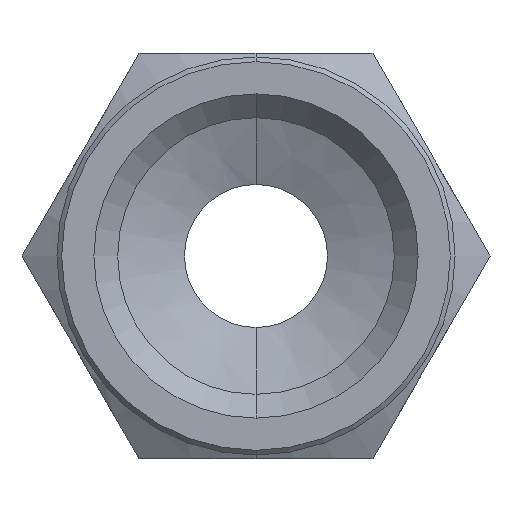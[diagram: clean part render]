
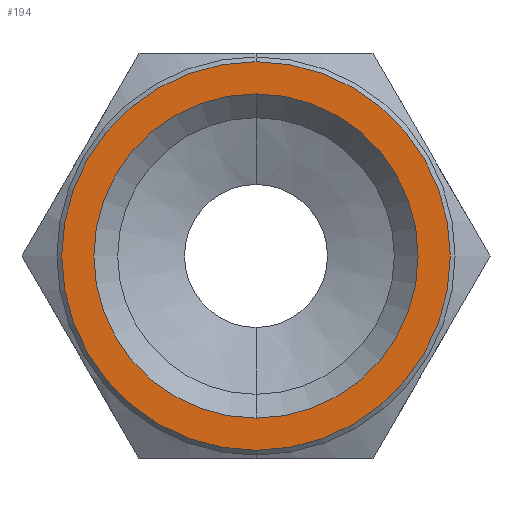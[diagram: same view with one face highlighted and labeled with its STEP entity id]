
A CAD part, front view. The second image highlights one B-rep face of the part: STEP entity #194.
In plain terms, the highlighted planar face has unit normal (0, -1, 0).
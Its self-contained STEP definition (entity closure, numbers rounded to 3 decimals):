
#21 = EDGE_CURVE ( 'NONE', #251, #252, #1711, .T. ) ;
#46 = EDGE_CURVE ( 'NONE', #270, #271, #1765, .T. ) ;
#92 = EDGE_CURVE ( 'NONE', #252, #251, #1685, .T. ) ;
#93 = EDGE_CURVE ( 'NONE', #271, #270, #1687, .T. ) ;
#194 = ADVANCED_FACE ( 'NONE', ( #588, #589 ), #891, .T. ) ;
#251 = VERTEX_POINT ( 'NONE', #922 ) ;
#252 = VERTEX_POINT ( 'NONE', #923 ) ;
#270 = VERTEX_POINT ( 'NONE', #941 ) ;
#271 = VERTEX_POINT ( 'NONE', #942 ) ;
#363 = EDGE_LOOP ( 'NONE', ( #690, #692 ) ) ;
#364 = EDGE_LOOP ( 'NONE', ( #689, #694 ) ) ;
#588 = FACE_BOUND ( 'NONE', #363, .T. ) ;
#589 = FACE_OUTER_BOUND ( 'NONE', #364, .T. ) ;
#689 = ORIENTED_EDGE ( 'NONE', *, *, #93, .T. ) ;
#690 = ORIENTED_EDGE ( 'NONE', *, *, #92, .F. ) ;
#692 = ORIENTED_EDGE ( 'NONE', *, *, #21, .F. ) ;
#694 = ORIENTED_EDGE ( 'NONE', *, *, #46, .T. ) ;
#891 = PLANE ( 'NONE',  #1055 ) ;
#892 = CARTESIAN_POINT ( 'NONE',  ( 8.15, 0., 0. ) ) ;
#893 = DIRECTION ( 'NONE',  ( 0., -1., 0. ) ) ;
#894 = DIRECTION ( 'NONE',  ( 0., 0., -1. ) ) ;
#922 = CARTESIAN_POINT ( 'NONE',  ( 0., 0., 6.8 ) ) ;
#923 = CARTESIAN_POINT ( 'NONE',  ( 0., 0., -6.8 ) ) ;
#941 = CARTESIAN_POINT ( 'NONE',  ( 0., 0., -8.15 ) ) ;
#942 = CARTESIAN_POINT ( 'NONE',  ( 0., 0., 8.15 ) ) ;
#1055 = AXIS2_PLACEMENT_3D ( 'NONE', #892, #893, #894 ) ;
#1095 = CARTESIAN_POINT ( 'NONE',  ( 0., 0., 0. ) ) ;
#1096 = DIRECTION ( 'NONE',  ( 0., -1., 0. ) ) ;
#1097 = DIRECTION ( 'NONE',  ( 0., 0., -1. ) ) ;
#1182 = CARTESIAN_POINT ( 'NONE',  ( 0., 0., 0. ) ) ;
#1183 = DIRECTION ( 'NONE',  ( 0., -1., 0. ) ) ;
#1184 = DIRECTION ( 'NONE',  ( 0., 0., -1. ) ) ;
#1379 = CARTESIAN_POINT ( 'NONE',  ( 0., 0., 0. ) ) ;
#1380 = DIRECTION ( 'NONE',  ( 0., -1., 0. ) ) ;
#1381 = DIRECTION ( 'NONE',  ( 0., 0., -1. ) ) ;
#1382 = CARTESIAN_POINT ( 'NONE',  ( 0., 0., 0. ) ) ;
#1383 = DIRECTION ( 'NONE',  ( 0., -1., 0. ) ) ;
#1384 = DIRECTION ( 'NONE',  ( 0., 0., -1. ) ) ;
#1679 = AXIS2_PLACEMENT_3D ( 'NONE', #1382, #1383, #1384 ) ;
#1681 = AXIS2_PLACEMENT_3D ( 'NONE', #1379, #1380, #1381 ) ;
#1685 = CIRCLE ( 'NONE', #1681, 6.8 ) ;
#1687 = CIRCLE ( 'NONE', #1679, 8.15 ) ;
#1711 = CIRCLE ( 'NONE', #1772, 6.8 ) ;
#1761 = AXIS2_PLACEMENT_3D ( 'NONE', #1182, #1183, #1184 ) ;
#1765 = CIRCLE ( 'NONE', #1761, 8.15 ) ;
#1772 = AXIS2_PLACEMENT_3D ( 'NONE', #1095, #1096, #1097 ) ;
